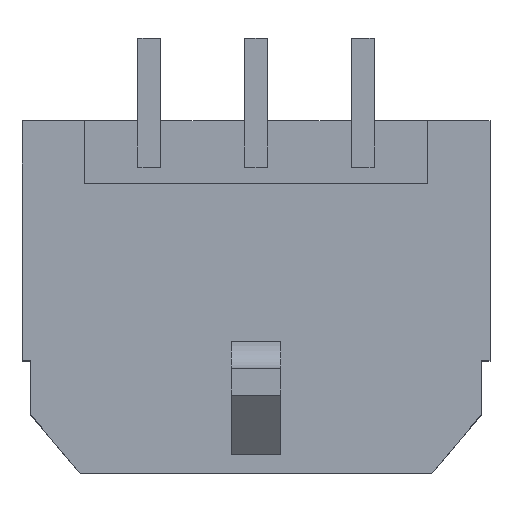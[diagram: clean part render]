
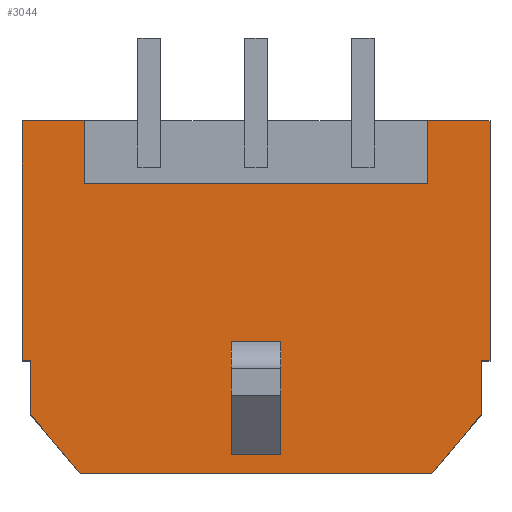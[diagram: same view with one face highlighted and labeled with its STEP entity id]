
A CAD part, top view. The second image highlights one B-rep face of the part: STEP entity #3044.
In plain terms, the highlighted planar face has unit normal (0, 0, 1).
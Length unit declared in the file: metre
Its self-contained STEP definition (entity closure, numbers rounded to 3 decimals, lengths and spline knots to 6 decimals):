
#1404 = EDGE_CURVE( '', #4020, #4021, #4022, .T. );
#1494 = EDGE_CURVE( '', #4183, #4184, #4185, .T. );
#1700 = EDGE_CURVE( '', #4538, #4133, #4539, .T. );
#1774 = EDGE_CURVE( '', #4660, #4661, #4662, .T. );
#1856 = EDGE_CURVE( '', #4789, #4307, #4790, .T. );
#1900 = EDGE_CURVE( '', #4853, #4789, #4854, .T. );
#1920 = EDGE_CURVE( '', #4291, #4885, #4886, .T. );
#2210 = EDGE_CURVE( '', #5318, #4661, #5319, .T. );
#2264 = EDGE_CURVE( '', #4291, #4307, #5394, .T. );
#2446 = EDGE_CURVE( '', #4021, #5038, #5658, .T. );
#2496 = EDGE_CURVE( '', #4184, #4660, #5726, .T. );
#2778 = EDGE_CURVE( '', #4020, #5318, #6094, .T. );
#2940 = EDGE_CURVE( '', #4942, #5493, #6296, .T. );
#3044 = ADVANCED_FACE( '', ( #6416, #6417 ), #6418, .T. );
#3234 = EDGE_CURVE( '', #4853, #4183, #6649, .T. );
#3288 = EDGE_CURVE( '', #5493, #4133, #6715, .T. );
#3326 = EDGE_CURVE( '', #4942, #4538, #6761, .T. );
#3738 = EDGE_CURVE( '', #5282, #4885, #7253, .T. );
#3806 = EDGE_CURVE( '', #5038, #5282, #7329, .T. );
#4020 = VERTEX_POINT( '', #7571 );
#4021 = VERTEX_POINT( '', #7572 );
#4022 = LINE( '', #7573, #7574 );
#4133 = VERTEX_POINT( '', #7728 );
#4183 = VERTEX_POINT( '', #7802 );
#4184 = VERTEX_POINT( '', #7803 );
#4185 = LINE( '', #7804, #7805 );
#4291 = VERTEX_POINT( '', #7955 );
#4307 = VERTEX_POINT( '', #7977 );
#4538 = VERTEX_POINT( '', #8307 );
#4539 = LINE( '', #8308, #8309 );
#4660 = VERTEX_POINT( '', #8483 );
#4661 = VERTEX_POINT( '', #8484 );
#4662 = LINE( '', #8485, #8486 );
#4789 = VERTEX_POINT( '', #8676 );
#4790 = LINE( '', #8677, #8678 );
#4853 = VERTEX_POINT( '', #8778 );
#4854 = LINE( '', #8779, #8780 );
#4885 = VERTEX_POINT( '', #8821 );
#4886 = LINE( '', #8822, #8823 );
#4942 = VERTEX_POINT( '', #8904 );
#5038 = VERTEX_POINT( '', #9051 );
#5282 = VERTEX_POINT( '', #9418 );
#5318 = VERTEX_POINT( '', #9475 );
#5319 = LINE( '', #9476, #9477 );
#5394 = LINE( '', #9588, #9589 );
#5493 = VERTEX_POINT( '', #9730 );
#5658 = LINE( '', #9966, #9967 );
#5726 = LINE( '', #10067, #10068 );
#6094 = LINE( '', #10661, #10662 );
#6296 = LINE( '', #10970, #10971 );
#6416 = FACE_OUTER_BOUND( '', #11172, .T. );
#6417 = FACE_BOUND( '', #11173, .T. );
#6418 = PLANE( '', #11174 );
#6649 = LINE( '', #11524, #11525 );
#6715 = LINE( '', #11624, #11625 );
#6761 = LINE( '', #11696, #11697 );
#7253 = LINE( '', #12481, #12482 );
#7329 = LINE( '', #12608, #12609 );
#7571 = CARTESIAN_POINT( '', ( -0.004825, 0.00496, 0.007371 ) );
#7572 = CARTESIAN_POINT( '', ( -0.006575, 0.00496, 0.007371 ) );
#7573 = CARTESIAN_POINT( '', ( -0.004825, 0.00496, 0.007371 ) );
#7574 = VECTOR( '', #12751, 1. );
#7728 = CARTESIAN_POINT( '', ( 0.0007, -0.00125, 0.007371 ) );
#7802 = CARTESIAN_POINT( '', ( 0.006575, -0.00178, 0.007371 ) );
#7803 = CARTESIAN_POINT( '', ( 0.006575, 0.00496, 0.007371 ) );
#7804 = CARTESIAN_POINT( '', ( 0.006575, -0.00178, 0.007371 ) );
#7805 = VECTOR( '', #12880, 1. );
#7955 = CARTESIAN_POINT( '', ( -0.00494, -0.00495, 0.007371 ) );
#7977 = CARTESIAN_POINT( '', ( 0.00494, -0.00495, 0.007371 ) );
#8307 = CARTESIAN_POINT( '', ( -0.0007, -0.00125, 0.007371 ) );
#8308 = CARTESIAN_POINT( '', ( -0.0007, -0.00125, 0.007371 ) );
#8309 = VECTOR( '', #13174, 1. );
#8483 = CARTESIAN_POINT( '', ( 0.004825, 0.00496, 0.007371 ) );
#8484 = CARTESIAN_POINT( '', ( 0.004825, 0.00321, 0.007371 ) );
#8485 = CARTESIAN_POINT( '', ( 0.004825, 0.00496, 0.007371 ) );
#8486 = VECTOR( '', #13303, 1. );
#8676 = CARTESIAN_POINT( '', ( 0.006325, -0.0033, 0.007371 ) );
#8677 = CARTESIAN_POINT( '', ( 0.006325, -0.0033, 0.007371 ) );
#8678 = VECTOR( '', #13395, 1. );
#8778 = CARTESIAN_POINT( '', ( 0.006325, -0.00178, 0.007371 ) );
#8779 = CARTESIAN_POINT( '', ( 0.006325, -0.00178, 0.007371 ) );
#8780 = VECTOR( '', #13440, 1. );
#8821 = CARTESIAN_POINT( '', ( -0.006325, -0.0033, 0.007371 ) );
#8822 = CARTESIAN_POINT( '', ( -0.00494, -0.00495, 0.007371 ) );
#8823 = VECTOR( '', #13480, 1. );
#8904 = CARTESIAN_POINT( '', ( -0.0007, -0.00441, 0.007371 ) );
#9051 = CARTESIAN_POINT( '', ( -0.006575, -0.00178, 0.007371 ) );
#9418 = CARTESIAN_POINT( '', ( -0.006325, -0.00178, 0.007371 ) );
#9475 = CARTESIAN_POINT( '', ( -0.004825, 0.00321, 0.007371 ) );
#9476 = CARTESIAN_POINT( '', ( -0.004825, 0.00321, 0.007371 ) );
#9477 = VECTOR( '', #13897, 1. );
#9588 = CARTESIAN_POINT( '', ( -0.00494, -0.00495, 0.007371 ) );
#9589 = VECTOR( '', #13979, 1. );
#9730 = CARTESIAN_POINT( '', ( 0.0007, -0.00441, 0.007371 ) );
#9966 = CARTESIAN_POINT( '', ( -0.006575, 0.00496, 0.007371 ) );
#9967 = VECTOR( '', #14305, 1. );
#10067 = CARTESIAN_POINT( '', ( 0.006575, 0.00496, 0.007371 ) );
#10068 = VECTOR( '', #14387, 1. );
#10661 = CARTESIAN_POINT( '', ( -0.004825, 0.00496, 0.007371 ) );
#10662 = VECTOR( '', #14870, 1. );
#10970 = CARTESIAN_POINT( '', ( -0.0007, -0.00441, 0.007371 ) );
#10971 = VECTOR( '', #15191, 1. );
#11172 = EDGE_LOOP( '', ( #15307, #15308, #15309, #15310, #15311, #15312, #15313, #15314, #15315, #15316, #15317, #15318, #15319, #15320 ) );
#11173 = EDGE_LOOP( '', ( #15321, #15322, #15323, #15324 ) );
#11174 = AXIS2_PLACEMENT_3D( '', #15325, #15326, #15327 );
#11524 = CARTESIAN_POINT( '', ( 0.006325, -0.00178, 0.007371 ) );
#11525 = VECTOR( '', #15708, 1. );
#11624 = CARTESIAN_POINT( '', ( 0.0007, -0.00441, 0.007371 ) );
#11625 = VECTOR( '', #15814, 1. );
#11696 = CARTESIAN_POINT( '', ( -0.0007, -0.00441, 0.007371 ) );
#11697 = VECTOR( '', #15876, 1. );
#12481 = CARTESIAN_POINT( '', ( -0.006325, -0.00178, 0.007371 ) );
#12482 = VECTOR( '', #16629, 1. );
#12608 = CARTESIAN_POINT( '', ( -0.006575, -0.00178, 0.007371 ) );
#12609 = VECTOR( '', #16721, 1. );
#12751 = DIRECTION( '', ( -1., 0., 0. ) );
#12880 = DIRECTION( '', ( 0., 1., 0. ) );
#13174 = DIRECTION( '', ( 1., 0., 0. ) );
#13303 = DIRECTION( '', ( 0., -1., 0. ) );
#13395 = DIRECTION( '', ( -0.643, -0.766, 0. ) );
#13440 = DIRECTION( '', ( 0., -1., 0. ) );
#13480 = DIRECTION( '', ( -0.643, 0.766, 0. ) );
#13897 = DIRECTION( '', ( 1., 0., 0. ) );
#13979 = DIRECTION( '', ( 1., 0., 0. ) );
#14305 = DIRECTION( '', ( 0., -1., 0. ) );
#14387 = DIRECTION( '', ( -1., 0., 0. ) );
#14870 = DIRECTION( '', ( 0., -1., 0. ) );
#15191 = DIRECTION( '', ( 1., 0., 0. ) );
#15307 = ORIENTED_EDGE( '', *, *, #1404, .T. );
#15308 = ORIENTED_EDGE( '', *, *, #2446, .T. );
#15309 = ORIENTED_EDGE( '', *, *, #3806, .T. );
#15310 = ORIENTED_EDGE( '', *, *, #3738, .T. );
#15311 = ORIENTED_EDGE( '', *, *, #1920, .F. );
#15312 = ORIENTED_EDGE( '', *, *, #2264, .T. );
#15313 = ORIENTED_EDGE( '', *, *, #1856, .F. );
#15314 = ORIENTED_EDGE( '', *, *, #1900, .F. );
#15315 = ORIENTED_EDGE( '', *, *, #3234, .T. );
#15316 = ORIENTED_EDGE( '', *, *, #1494, .T. );
#15317 = ORIENTED_EDGE( '', *, *, #2496, .T. );
#15318 = ORIENTED_EDGE( '', *, *, #1774, .T. );
#15319 = ORIENTED_EDGE( '', *, *, #2210, .F. );
#15320 = ORIENTED_EDGE( '', *, *, #2778, .F. );
#15321 = ORIENTED_EDGE( '', *, *, #1700, .T. );
#15322 = ORIENTED_EDGE( '', *, *, #3288, .F. );
#15323 = ORIENTED_EDGE( '', *, *, #2940, .F. );
#15324 = ORIENTED_EDGE( '', *, *, #3326, .T. );
#15325 = CARTESIAN_POINT( '', ( -0.006325, 0.00496, 0.007371 ) );
#15326 = DIRECTION( '', ( 0., 0., 1. ) );
#15327 = DIRECTION( '', ( 1., 0., 0. ) );
#15708 = DIRECTION( '', ( 1., 0., 0. ) );
#15814 = DIRECTION( '', ( 0., 1., 0. ) );
#15876 = DIRECTION( '', ( 0., 1., 0. ) );
#16629 = DIRECTION( '', ( 0., -1., 0. ) );
#16721 = DIRECTION( '', ( 1., 0., 0. ) );
